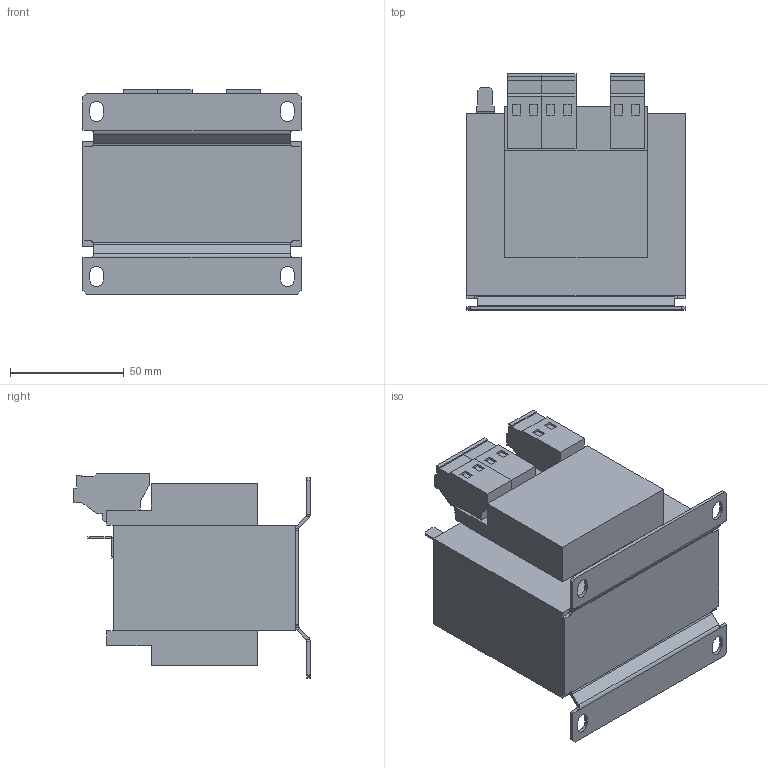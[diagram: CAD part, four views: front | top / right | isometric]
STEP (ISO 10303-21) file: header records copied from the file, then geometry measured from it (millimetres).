
FILE_DESCRIPTION (( 'STEP AP214' ), '1' );
FILE_NAME ('213547.STEP', '2020-05-29T03:44:06', ( '' ), ( '' ), 'SwSTEP 2.0', 'SolidWorks 2018', '' );
FILE_SCHEMA (( 'AUTOMOTIVE_DESIGN' ));
Length unit declared in the file: millimetre
Products named in the file (1): 213547
Bounding box: 96 x 104 x 89.95 mm (x, y, z)
Volume: 504725 mm3; surface area: 56153.6 mm2
Topology: 1 solids, 1 shells, 216 faces, 565 edges, 366 vertices
Faces by surface type: plane 178, cylinder 38
Entity records: 6615 total; most frequent: CARTESIAN_POINT 1232, ORIENTED_EDGE 1130, DIRECTION 1051, EDGE_CURVE 565, LINE 473, VECTOR 473, VERTEX_POINT 366, AXIS2_PLACEMENT_3D 289
